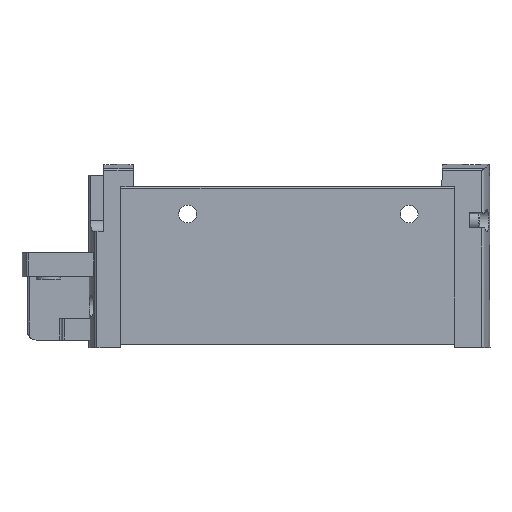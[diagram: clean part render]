
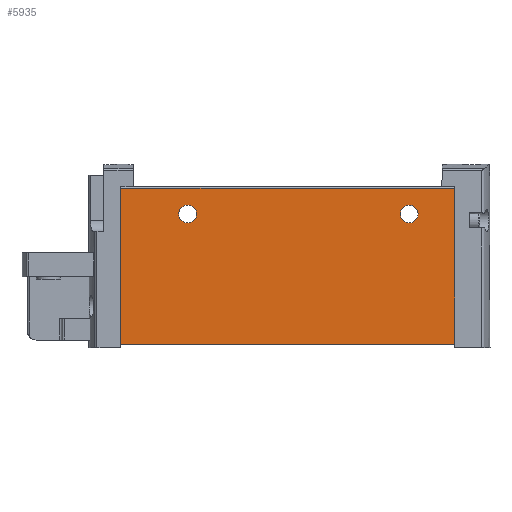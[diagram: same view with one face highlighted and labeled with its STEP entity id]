
A CAD part, top view. The second image highlights one B-rep face of the part: STEP entity #5935.
In plain terms, the highlighted planar face has unit normal (0, 0, 1).
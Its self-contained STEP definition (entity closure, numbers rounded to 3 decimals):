
#60=PLANE('',#6265);
#241=CIRCLE('',#6266,2.1);
#242=CIRCLE('',#6267,2.1);
#524=LINE('',#8520,#852);
#533=LINE('',#8544,#861);
#538=LINE('',#8560,#866);
#541=LINE('',#8566,#869);
#852=VECTOR('',#6948,1000.);
#861=VECTOR('',#6969,1000.);
#866=VECTOR('',#6988,1000.);
#869=VECTOR('',#6997,1000.);
#1343=ORIENTED_EDGE('',*,*,#2525,.F.);
#1344=ORIENTED_EDGE('',*,*,#2526,.F.);
#1345=ORIENTED_EDGE('',*,*,#2521,.T.);
#1346=ORIENTED_EDGE('',*,*,#2512,.F.);
#1347=ORIENTED_EDGE('',*,*,#2524,.F.);
#1348=ORIENTED_EDGE('',*,*,#2498,.T.);
#2498=EDGE_CURVE('',#3096,#3095,#524,.T.);
#2512=EDGE_CURVE('',#3104,#3101,#533,.T.);
#2521=EDGE_CURVE('',#3095,#3101,#538,.T.);
#2524=EDGE_CURVE('',#3096,#3104,#541,.T.);
#2525=EDGE_CURVE('',#3109,#3109,#241,.F.);
#2526=EDGE_CURVE('',#3110,#3110,#242,.F.);
#3095=VERTEX_POINT('',#8519);
#3096=VERTEX_POINT('',#8521);
#3101=VERTEX_POINT('',#8534);
#3104=VERTEX_POINT('',#8543);
#3109=VERTEX_POINT('',#8569);
#3110=VERTEX_POINT('',#8571);
#3426=EDGE_LOOP('',(#1343));
#3427=EDGE_LOOP('',(#1344));
#3428=EDGE_LOOP('',(#1345,#1346,#1347,#1348));
#3751=FACE_BOUND('',#3426,.T.);
#3752=FACE_BOUND('',#3427,.T.);
#3753=FACE_BOUND('',#3428,.T.);
#5935=ADVANCED_FACE('',(#3751,#3752,#3753),#60,.F.);
#6265=AXIS2_PLACEMENT_3D('',#8567,#6998,#6999);
#6266=AXIS2_PLACEMENT_3D('',#8568,#7000,#7001);
#6267=AXIS2_PLACEMENT_3D('',#8570,#7002,#7003);
#6948=DIRECTION('',(-1.,0.,0.));
#6969=DIRECTION('',(-1.,0.,0.));
#6988=DIRECTION('',(0.,-1.,0.));
#6997=DIRECTION('',(0.,-1.,0.));
#6998=DIRECTION('',(0.,0.,-1.));
#6999=DIRECTION('',(-1.,0.,0.));
#7000=DIRECTION('',(0.,0.,-1.));
#7001=DIRECTION('',(-1.,0.,0.));
#7002=DIRECTION('',(0.,0.,-1.));
#7003=DIRECTION('',(-1.,0.,0.));
#8519=CARTESIAN_POINT('',(-39.2,36.6,9.15));
#8520=CARTESIAN_POINT('',(39.2,36.6,9.15));
#8521=CARTESIAN_POINT('',(39.2,36.6,9.15));
#8534=CARTESIAN_POINT('',(-39.2,0.,9.15));
#8543=CARTESIAN_POINT('',(39.2,0.,9.15));
#8544=CARTESIAN_POINT('',(39.2,0.,9.15));
#8560=CARTESIAN_POINT('',(-39.2,36.6,9.15));
#8566=CARTESIAN_POINT('',(39.2,36.6,9.15));
#8567=CARTESIAN_POINT('',(39.2,36.6,9.15));
#8568=CARTESIAN_POINT('',(28.5,30.6,9.15));
#8569=CARTESIAN_POINT('',(26.4,30.6,9.15));
#8570=CARTESIAN_POINT('',(-23.5,30.6,9.15));
#8571=CARTESIAN_POINT('',(-25.6,30.6,9.15));
